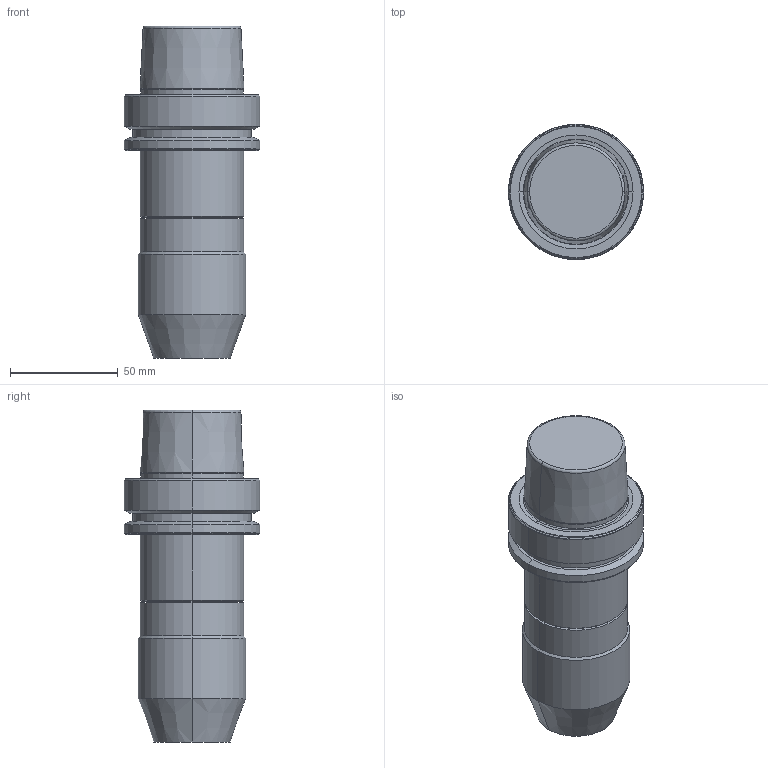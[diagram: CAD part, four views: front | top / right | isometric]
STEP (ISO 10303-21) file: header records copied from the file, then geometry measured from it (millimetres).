
FILE_DESCRIPTION (( 'STEP AP203' ), '1' );
FILE_NAME ('HSK-A 63 NCDC 1-13 122.5 .STEP', '2019-05-15T11:28:58', ( '' ), ( '' ), 'SwSTEP 2.0', 'SolidWorks 2014', '' );
FILE_SCHEMA (( 'CONFIG_CONTROL_DESIGN' ));
Length unit declared in the file: millimetre
Products named in the file (1): HSK-A 63 NCDC 1-13 122.5 
Bounding box: 63 x 63 x 154.4 mm (x, y, z)
Volume: 304135 mm3; surface area: 31424.6 mm2
Topology: 1 solids, 1 shells, 56 faces, 110 edges, 62 vertices
Faces by surface type: cone 20, cylinder 16, torus 12, plane 8
Entity records: 1513 total; most frequent: DIRECTION 298, CARTESIAN_POINT 229, ORIENTED_EDGE 220, AXIS2_PLACEMENT_3D 131, EDGE_CURVE 110, CIRCLE 74, EDGE_LOOP 62, VERTEX_POINT 62
